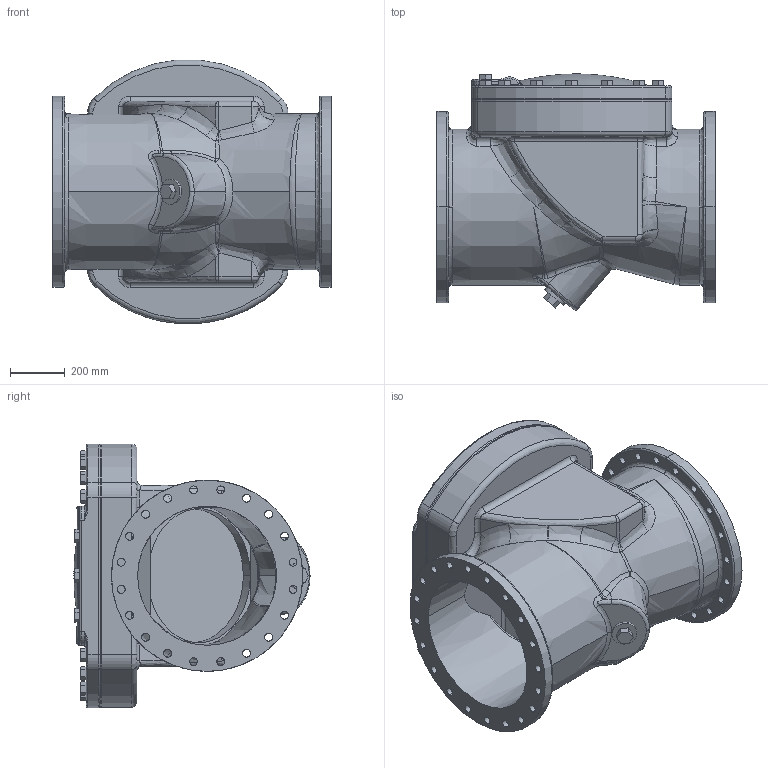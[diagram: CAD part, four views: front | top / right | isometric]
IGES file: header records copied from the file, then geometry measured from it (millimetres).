
Start section: SolidWorks IGES file using analytic representation for surfaces
Global section: file name: Class 150-Flex_Check-20 inch.IGS; native system: SolidWorks 2014; preprocessor: SolidWorks 2014; author: ekkiuser; date: 161123.105553; units: inch
Bounding box: 1016 x 862.16 x 963.37 mm (x, y, z)
Volume: 165097034.8 mm3; surface area: 9258628.3 mm2
Topology: 27 solids, 28 shells, 1107 faces, 2653 edges, 1565 vertices
Faces by surface type: revolution 697, plane 263, bspline 147
